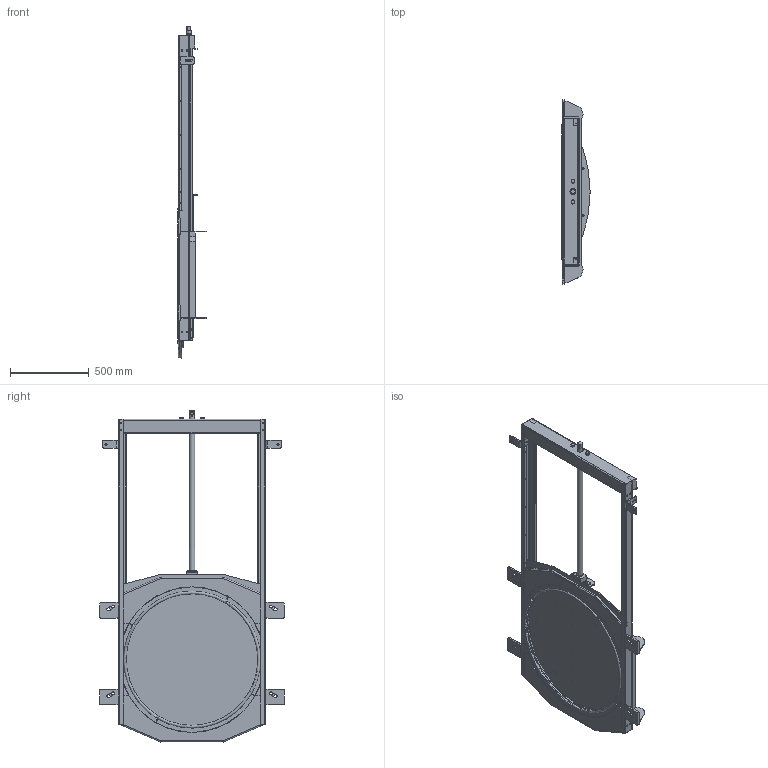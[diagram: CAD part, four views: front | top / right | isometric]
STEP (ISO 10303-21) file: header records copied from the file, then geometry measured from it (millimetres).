
FILE_DESCRIPTION((''),'2;1');
FILE_NAME('26-800-00-00-0.stp','2017-11-10T13:18:03',('FFaltenbacher'),(''),'Autodesk Inventor 2013','Autodesk Inventor 2013','');
FILE_SCHEMA(('AUTOMOTIVE_DESIGN { 1 0 10303 214 1 1 1 1 }'));
Length unit declared in the file: millimetre
Products named in the file (2): 26-800-00-00-0:EROXX DN 800::IAM.iam (Ersatzdetailgenauigkeit1); 26-800-00-00-0_Substitute_1
Assembly tree (1 placements, depth 2):
  26-800-00-00-0:EROXX DN 800::IAM.iam (Ersatzdetailgenauigkeit1)
    26-800-00-00-0_Substitute_1
Bounding box: 178.58 x 1170 x 2103.5 mm (x, y, z)
Volume: 15051294.9 mm3; surface area: 5800175.4 mm2
Topology: 7 solids, 23 shells, 1362 faces, 3898 edges, 2563 vertices
Faces by surface type: plane 779, cylinder 518, cone 43, torus 12, bspline 10
Full cylindrical faces by diameter (mm): 4.917 x4, 6 x1, 6.5 x26, 7 x32, 8 x4, 8.1 x1, 8.5 x1, 9 x12, 10 x2, 11 x4, 12 x10, 13 x6, 13.835 x1, 14.917 x4, 15 x12, 16 x5, 16.5 x8, 16.6 x2, 16.8 x2, 17 x4, 22 x4, 24 x2, 30 x1, 33 x1, 36 x1, 38 x1, 45 x1, 50 x4, 920 x1
Entity records: 45215 total; most frequent: CARTESIAN_POINT 8223, DIRECTION 7352, ORIENTED_EDGE 7234, EDGE_CURVE 3617, AXIS2_PLACEMENT_3D 2501, VERTEX_POINT 2462, VECTOR 2350, LINE 2350
